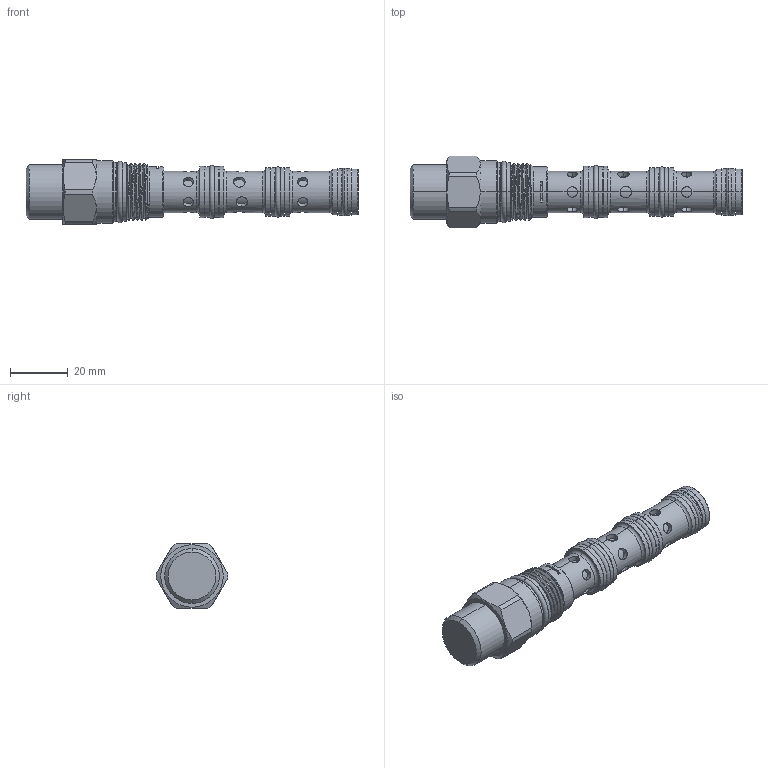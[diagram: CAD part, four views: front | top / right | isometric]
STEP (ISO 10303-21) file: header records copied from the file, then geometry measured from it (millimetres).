
FILE_DESCRIPTION (( 'STEP AP203' ), '1' );
FILE_NAME ('DS31A4L-N.STEP', '2016-05-19T06:17:49', ( '' ), ( '' ), 'SwSTEP 2.0', 'SolidWorks 2012', '' );
FILE_SCHEMA (( 'CONFIG_CONTROL_DESIGN' ));
Length unit declared in the file: millimetre
Products named in the file (1): DS31A4L-N
Bounding box: 115.05 x 24.79 x 22.22 mm (x, y, z)
Volume: 26751.5 mm3; surface area: 10842.2 mm2
Topology: 4 solids, 4 shells, 246 faces, 533 edges, 332 vertices
Faces by surface type: cylinder 150, plane 41, torus 26, cone 26, bspline 3
Entity records: 10040 total; most frequent: CARTESIAN_POINT 4654, DIRECTION 1136, ORIENTED_EDGE 1066, EDGE_CURVE 533, AXIS2_PLACEMENT_3D 483, VERTEX_POINT 332, EDGE_LOOP 289, FACE_OUTER_BOUND 246
